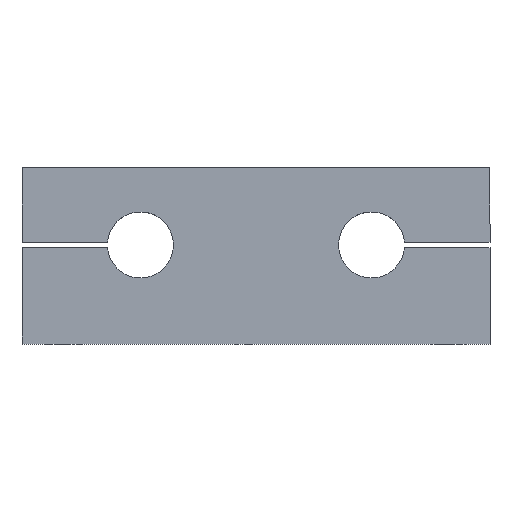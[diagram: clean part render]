
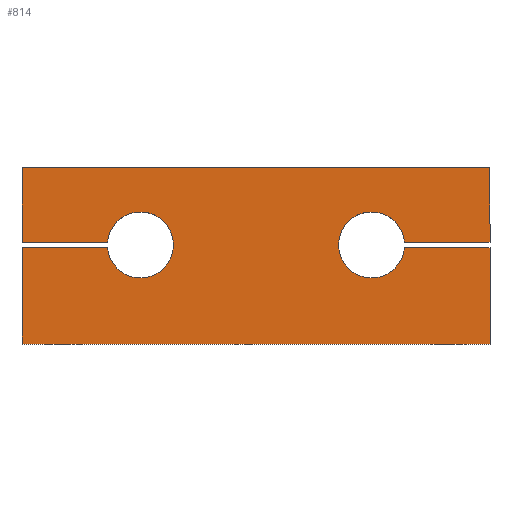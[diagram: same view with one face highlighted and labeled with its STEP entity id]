
A CAD part, top view. The second image highlights one B-rep face of the part: STEP entity #814.
In plain terms, the highlighted planar face has unit normal (0, 0, 1).
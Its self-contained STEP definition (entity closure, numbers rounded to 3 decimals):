
#6 = DIRECTION ( 'NONE',  ( 0., 1., 0. ) ) ;
#11 = CARTESIAN_POINT ( 'NONE',  ( -42.5, 17.5, 7. ) ) ;
#12 = VECTOR ( 'NONE', #91, 1000. ) ;
#13 = EDGE_CURVE ( 'NONE', #756, #709, #409, .T. ) ;
#37 = VECTOR ( 'NONE', #169, 1000. ) ;
#45 = ORIENTED_EDGE ( 'NONE', *, *, #573, .T. ) ;
#46 = DIRECTION ( 'NONE',  ( -1., 0., 0. ) ) ;
#49 = LINE ( 'NONE', #570, #694 ) ;
#53 = EDGE_CURVE ( 'NONE', #565, #293, #592, .T. ) ;
#57 = EDGE_CURVE ( 'NONE', #709, #589, #415, .T. ) ;
#80 = CARTESIAN_POINT ( 'NONE',  ( 26.979, 18.5, 7. ) ) ;
#87 = EDGE_LOOP ( 'NONE', ( #552, #162, #45, #600, #342, #290, #727, #414, #120, #163, #365, #660 ) ) ;
#88 = CARTESIAN_POINT ( 'NONE',  ( 42.5, 0., 7. ) ) ;
#91 = DIRECTION ( 'NONE',  ( -1., 0., 0. ) ) ;
#93 = LINE ( 'NONE', #100, #671 ) ;
#100 = CARTESIAN_POINT ( 'NONE',  ( -42.5, 0., 7. ) ) ;
#120 = ORIENTED_EDGE ( 'NONE', *, *, #53, .F. ) ;
#125 = DIRECTION ( 'NONE',  ( 1., 0., 0. ) ) ;
#129 = DIRECTION ( 'NONE',  ( 0., 0., -1. ) ) ;
#151 = CARTESIAN_POINT ( 'NONE',  ( -42.5, 32., 7. ) ) ;
#161 = DIRECTION ( 'NONE',  ( -1., 0., 0. ) ) ;
#162 = ORIENTED_EDGE ( 'NONE', *, *, #553, .T. ) ;
#163 = ORIENTED_EDGE ( 'NONE', *, *, #631, .T. ) ;
#164 = CIRCLE ( 'NONE', #469, 6. ) ;
#169 = DIRECTION ( 'NONE',  ( 1., 0., 0. ) ) ;
#176 = DIRECTION ( 'NONE',  ( -1., 0., 0. ) ) ;
#199 = AXIS2_PLACEMENT_3D ( 'NONE', #238, #488, #360 ) ;
#204 = EDGE_CURVE ( 'NONE', #309, #335, #599, .T. ) ;
#211 = DIRECTION ( 'NONE',  ( 0., 1., 0. ) ) ;
#223 = VECTOR ( 'NONE', #753, 1000. ) ;
#238 = CARTESIAN_POINT ( 'NONE',  ( -21., 18., 7. ) ) ;
#243 = CARTESIAN_POINT ( 'NONE',  ( 21., 18., 7. ) ) ;
#275 = DIRECTION ( 'NONE',  ( 1., 0., 0. ) ) ;
#290 = ORIENTED_EDGE ( 'NONE', *, *, #594, .T. ) ;
#293 = VERTEX_POINT ( 'NONE', #322 ) ;
#298 = DIRECTION ( 'NONE',  ( 0., 0., -1. ) ) ;
#304 = CARTESIAN_POINT ( 'NONE',  ( -42.5, 17.5, 7. ) ) ;
#309 = VERTEX_POINT ( 'NONE', #526 ) ;
#310 = EDGE_CURVE ( 'NONE', #748, #756, #651, .T. ) ;
#315 = CARTESIAN_POINT ( 'NONE',  ( -42.5, 18.5, 7. ) ) ;
#322 = CARTESIAN_POINT ( 'NONE',  ( -26.979, 17.5, 7. ) ) ;
#335 = VERTEX_POINT ( 'NONE', #421 ) ;
#342 = ORIENTED_EDGE ( 'NONE', *, *, #431, .T. ) ;
#360 = DIRECTION ( 'NONE',  ( 1., 0., 0. ) ) ;
#365 = ORIENTED_EDGE ( 'NONE', *, *, #310, .T. ) ;
#367 = LINE ( 'NONE', #679, #37 ) ;
#370 = CARTESIAN_POINT ( 'NONE',  ( 0., 0., 7. ) ) ;
#394 = CARTESIAN_POINT ( 'NONE',  ( -42.5, 0., 7. ) ) ;
#396 = VERTEX_POINT ( 'NONE', #151 ) ;
#409 = LINE ( 'NONE', #584, #596 ) ;
#414 = ORIENTED_EDGE ( 'NONE', *, *, #513, .F. ) ;
#415 = LINE ( 'NONE', #804, #12 ) ;
#421 = CARTESIAN_POINT ( 'NONE',  ( 42.5, 32., 7. ) ) ;
#425 = VERTEX_POINT ( 'NONE', #479 ) ;
#431 = EDGE_CURVE ( 'NONE', #335, #396, #616, .T. ) ;
#443 = EDGE_CURVE ( 'NONE', #425, #822, #49, .T. ) ;
#461 = VECTOR ( 'NONE', #161, 1000. ) ;
#469 = AXIS2_PLACEMENT_3D ( 'NONE', #243, #298, #176 ) ;
#479 = CARTESIAN_POINT ( 'NONE',  ( -26.979, 18.5, 7. ) ) ;
#482 = CARTESIAN_POINT ( 'NONE',  ( -42.5, 0., 7. ) ) ;
#488 = DIRECTION ( 'NONE',  ( 0., 0., 1. ) ) ;
#500 = VECTOR ( 'NONE', #125, 1000. ) ;
#513 = EDGE_CURVE ( 'NONE', #293, #425, #755, .T. ) ;
#526 = CARTESIAN_POINT ( 'NONE',  ( 42.5, 18.5, 7. ) ) ;
#552 = ORIENTED_EDGE ( 'NONE', *, *, #57, .T. ) ;
#553 = EDGE_CURVE ( 'NONE', #589, #765, #164, .T. ) ;
#564 = DIRECTION ( 'NONE',  ( -1., 0., 0. ) ) ;
#565 = VERTEX_POINT ( 'NONE', #304 ) ;
#570 = CARTESIAN_POINT ( 'NONE',  ( -42.5, 18.5, 7. ) ) ;
#573 = EDGE_CURVE ( 'NONE', #765, #309, #367, .T. ) ;
#584 = CARTESIAN_POINT ( 'NONE',  ( 42.5, 0., 7. ) ) ;
#589 = VERTEX_POINT ( 'NONE', #698 ) ;
#592 = LINE ( 'NONE', #11, #693 ) ;
#594 = EDGE_CURVE ( 'NONE', #396, #822, #93, .T. ) ;
#596 = VECTOR ( 'NONE', #211, 1000. ) ;
#599 = LINE ( 'NONE', #714, #669 ) ;
#600 = ORIENTED_EDGE ( 'NONE', *, *, #204, .T. ) ;
#615 = LINE ( 'NONE', #482, #223 ) ;
#616 = LINE ( 'NONE', #750, #461 ) ;
#631 = EDGE_CURVE ( 'NONE', #565, #748, #615, .T. ) ;
#647 = FACE_OUTER_BOUND ( 'NONE', #87, .T. ) ;
#649 = CARTESIAN_POINT ( 'NONE',  ( 42.5, 17.5, 7. ) ) ;
#651 = LINE ( 'NONE', #788, #500 ) ;
#660 = ORIENTED_EDGE ( 'NONE', *, *, #13, .T. ) ;
#669 = VECTOR ( 'NONE', #6, 1000. ) ;
#671 = VECTOR ( 'NONE', #683, 1000. ) ;
#679 = CARTESIAN_POINT ( 'NONE',  ( 42.5, 18.5, 7. ) ) ;
#683 = DIRECTION ( 'NONE',  ( 0., -1., 0. ) ) ;
#693 = VECTOR ( 'NONE', #275, 1000. ) ;
#694 = VECTOR ( 'NONE', #564, 1000. ) ;
#698 = CARTESIAN_POINT ( 'NONE',  ( 26.979, 17.5, 7. ) ) ;
#709 = VERTEX_POINT ( 'NONE', #649 ) ;
#714 = CARTESIAN_POINT ( 'NONE',  ( 42.5, 0., 7. ) ) ;
#725 = AXIS2_PLACEMENT_3D ( 'NONE', #370, #129, #46 ) ;
#727 = ORIENTED_EDGE ( 'NONE', *, *, #443, .F. ) ;
#748 = VERTEX_POINT ( 'NONE', #394 ) ;
#750 = CARTESIAN_POINT ( 'NONE',  ( -42.5, 32., 7. ) ) ;
#753 = DIRECTION ( 'NONE',  ( 0., -1., 0. ) ) ;
#755 = CIRCLE ( 'NONE', #199, 6. ) ;
#756 = VERTEX_POINT ( 'NONE', #88 ) ;
#765 = VERTEX_POINT ( 'NONE', #80 ) ;
#783 = PLANE ( 'NONE',  #725 ) ;
#788 = CARTESIAN_POINT ( 'NONE',  ( -42.5, 0., 7. ) ) ;
#804 = CARTESIAN_POINT ( 'NONE',  ( 42.5, 17.5, 7. ) ) ;
#814 = ADVANCED_FACE ( 'NONE', ( #647 ), #783, .F. ) ;
#822 = VERTEX_POINT ( 'NONE', #315 ) ;
